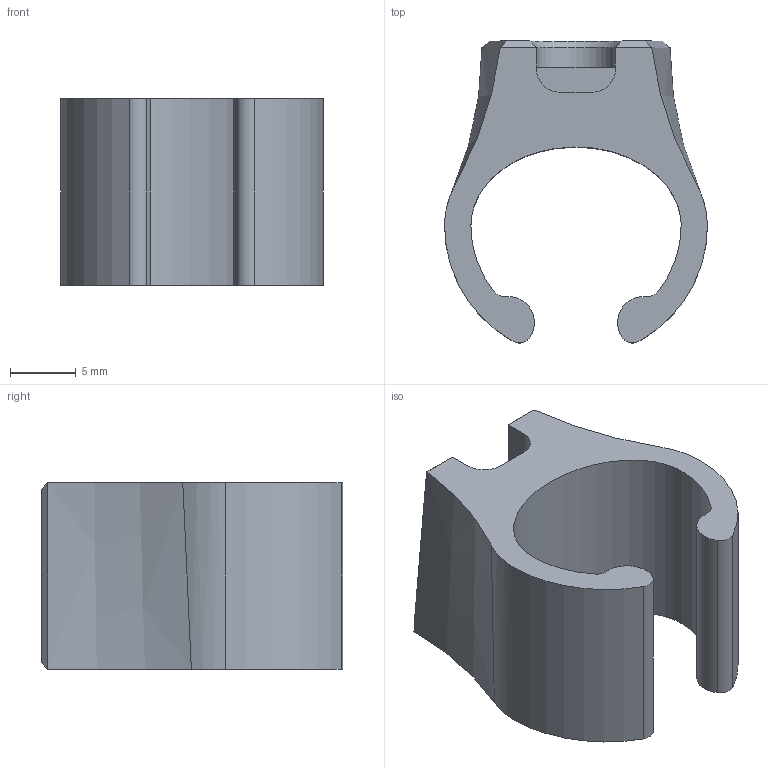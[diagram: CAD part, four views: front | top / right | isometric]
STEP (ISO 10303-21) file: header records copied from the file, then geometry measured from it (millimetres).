
FILE_DESCRIPTION(/* description */ (''),/* implementation_level */ '2;1');
FILE_NAME(/* name */ 'motor_ring_small.step',/* time_stamp */ '2023-10-25T23:10:29+02:00',/* author */ (''),/* organization */ (''),/* preprocessor_version */ 'ST-DEVELOPER v20',/* originating_system */ 'Autodesk Translation Framework v12.14.0.127',/* authorisation */ '');
FILE_SCHEMA (('AUTOMOTIVE_DESIGN { 1 0 10303 214 3 1 1 }'));
Length unit declared in the file: millimetre
Products named in the file (1): RingLRA V4 S
Bounding box: 20 x 22.97 x 14.2 mm (x, y, z)
Volume: 2138.8 mm3; surface area: 2267.1 mm2
Topology: 1 solids, 1 shells, 101 faces, 286 edges, 188 vertices
Faces by surface type: bspline 67, plane 20, cylinder 13, cone 1
Entity records: 3999 total; most frequent: CARTESIAN_POINT 1781, ORIENTED_EDGE 572, EDGE_CURVE 286, DIRECTION 259, VERTEX_POINT 188, B_SPLINE_CURVE_WITH_KNOTS 130, LINE 123, VECTOR 123
